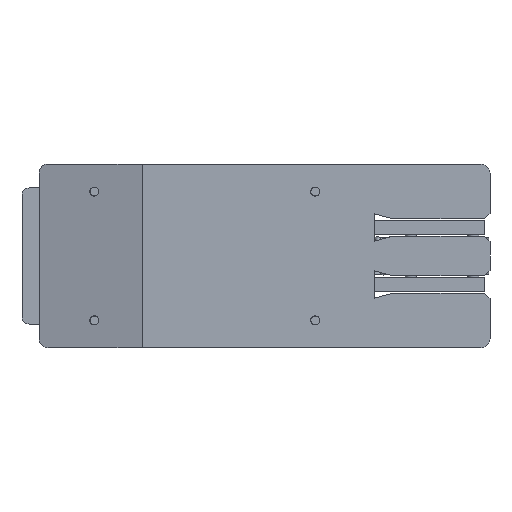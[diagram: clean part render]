
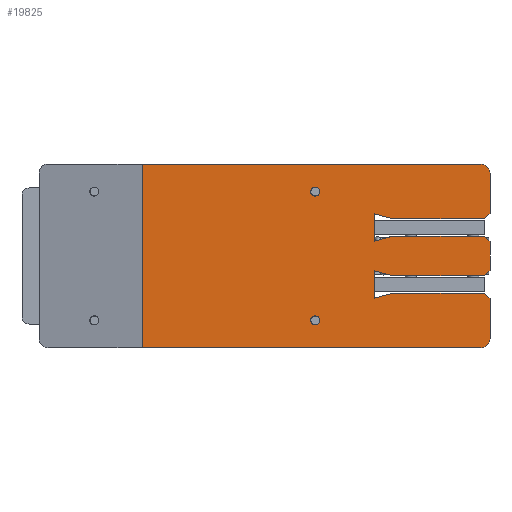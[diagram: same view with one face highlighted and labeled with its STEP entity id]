
A CAD part, front view. The second image highlights one B-rep face of the part: STEP entity #19825.
In plain terms, the highlighted face is planar.
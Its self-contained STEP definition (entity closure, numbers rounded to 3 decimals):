
#1098=FACE_BOUND('',#3050,.T.);
#1099=FACE_BOUND('',#3051,.T.);
#1298=PLANE('',#21409);
#1950=FACE_OUTER_BOUND('',#3049,.T.);
#3049=EDGE_LOOP('',(#13787,#13788,#13789,#13790,#13791,#13792,#13793,#13794,
#13795,#13796,#13797,#13798,#13799,#13800,#13801,#13802,#13803,#13804,#13805,
#13806,#13807,#13808));
#3050=EDGE_LOOP('',(#13809));
#3051=EDGE_LOOP('',(#13810));
#4344=LINE('',#27358,#6339);
#4345=LINE('',#27360,#6340);
#4346=LINE('',#27362,#6341);
#4347=LINE('',#27366,#6342);
#4348=LINE('',#27368,#6343);
#4349=LINE('',#27370,#6344);
#4350=LINE('',#27372,#6345);
#4351=LINE('',#27374,#6346);
#4352=LINE('',#27376,#6347);
#4353=LINE('',#27378,#6348);
#4354=LINE('',#27380,#6349);
#4355=LINE('',#27382,#6350);
#4356=LINE('',#27384,#6351);
#4357=LINE('',#27386,#6352);
#4358=LINE('',#27388,#6353);
#4359=LINE('',#27390,#6354);
#4360=LINE('',#27392,#6355);
#4361=LINE('',#27394,#6356);
#4362=LINE('',#27396,#6357);
#4363=LINE('',#27397,#6358);
#6339=VECTOR('',#22785,10.);
#6340=VECTOR('',#22786,10.);
#6341=VECTOR('',#22787,10.);
#6342=VECTOR('',#22790,10.);
#6343=VECTOR('',#22791,10.);
#6344=VECTOR('',#22792,10.);
#6345=VECTOR('',#22793,10.);
#6346=VECTOR('',#22794,10.);
#6347=VECTOR('',#22795,10.);
#6348=VECTOR('',#22796,10.);
#6349=VECTOR('',#22797,10.);
#6350=VECTOR('',#22798,10.);
#6351=VECTOR('',#22799,10.);
#6352=VECTOR('',#22800,10.);
#6353=VECTOR('',#22801,10.);
#6354=VECTOR('',#22802,10.);
#6355=VECTOR('',#22803,10.);
#6356=VECTOR('',#22804,10.);
#6357=VECTOR('',#22805,10.);
#6358=VECTOR('',#22806,10.);
#8328=CIRCLE('',#21401,2.459);
#8331=CIRCLE('',#21405,2.459);
#8332=CIRCLE('',#21407,5.);
#8334=CIRCLE('',#21410,5.);
#8738=VERTEX_POINT('',#27336);
#8741=VERTEX_POINT('',#27344);
#8742=VERTEX_POINT('',#27348);
#8743=VERTEX_POINT('',#27349);
#8746=VERTEX_POINT('',#27357);
#8747=VERTEX_POINT('',#27359);
#8748=VERTEX_POINT('',#27361);
#8749=VERTEX_POINT('',#27363);
#8750=VERTEX_POINT('',#27365);
#8751=VERTEX_POINT('',#27367);
#8752=VERTEX_POINT('',#27369);
#8753=VERTEX_POINT('',#27371);
#8754=VERTEX_POINT('',#27373);
#8755=VERTEX_POINT('',#27375);
#8756=VERTEX_POINT('',#27377);
#8757=VERTEX_POINT('',#27379);
#8758=VERTEX_POINT('',#27381);
#8759=VERTEX_POINT('',#27383);
#8760=VERTEX_POINT('',#27385);
#8761=VERTEX_POINT('',#27387);
#8762=VERTEX_POINT('',#27389);
#8763=VERTEX_POINT('',#27391);
#8764=VERTEX_POINT('',#27393);
#8765=VERTEX_POINT('',#27395);
#10760=EDGE_CURVE('',#8738,#8738,#8328,.T.);
#10764=EDGE_CURVE('',#8741,#8741,#8331,.T.);
#10765=EDGE_CURVE('',#8742,#8743,#8332,.T.);
#10769=EDGE_CURVE('',#8746,#8742,#4344,.T.);
#10770=EDGE_CURVE('',#8746,#8747,#4345,.T.);
#10771=EDGE_CURVE('',#8748,#8747,#4346,.T.);
#10772=EDGE_CURVE('',#8749,#8748,#8334,.T.);
#10773=EDGE_CURVE('',#8750,#8749,#4347,.T.);
#10774=EDGE_CURVE('',#8751,#8750,#4348,.T.);
#10775=EDGE_CURVE('',#8752,#8751,#4349,.T.);
#10776=EDGE_CURVE('',#8753,#8752,#4350,.T.);
#10777=EDGE_CURVE('',#8754,#8753,#4351,.T.);
#10778=EDGE_CURVE('',#8755,#8754,#4352,.T.);
#10779=EDGE_CURVE('',#8756,#8755,#4353,.T.);
#10780=EDGE_CURVE('',#8757,#8756,#4354,.T.);
#10781=EDGE_CURVE('',#8758,#8757,#4355,.T.);
#10782=EDGE_CURVE('',#8759,#8758,#4356,.T.);
#10783=EDGE_CURVE('',#8760,#8759,#4357,.T.);
#10784=EDGE_CURVE('',#8761,#8760,#4358,.T.);
#10785=EDGE_CURVE('',#8762,#8761,#4359,.T.);
#10786=EDGE_CURVE('',#8763,#8762,#4360,.T.);
#10787=EDGE_CURVE('',#8764,#8763,#4361,.T.);
#10788=EDGE_CURVE('',#8765,#8764,#4362,.T.);
#10789=EDGE_CURVE('',#8743,#8765,#4363,.T.);
#13787=ORIENTED_EDGE('',*,*,#10765,.F.);
#13788=ORIENTED_EDGE('',*,*,#10769,.F.);
#13789=ORIENTED_EDGE('',*,*,#10770,.T.);
#13790=ORIENTED_EDGE('',*,*,#10771,.F.);
#13791=ORIENTED_EDGE('',*,*,#10772,.F.);
#13792=ORIENTED_EDGE('',*,*,#10773,.F.);
#13793=ORIENTED_EDGE('',*,*,#10774,.F.);
#13794=ORIENTED_EDGE('',*,*,#10775,.F.);
#13795=ORIENTED_EDGE('',*,*,#10776,.F.);
#13796=ORIENTED_EDGE('',*,*,#10777,.F.);
#13797=ORIENTED_EDGE('',*,*,#10778,.F.);
#13798=ORIENTED_EDGE('',*,*,#10779,.F.);
#13799=ORIENTED_EDGE('',*,*,#10780,.F.);
#13800=ORIENTED_EDGE('',*,*,#10781,.F.);
#13801=ORIENTED_EDGE('',*,*,#10782,.F.);
#13802=ORIENTED_EDGE('',*,*,#10783,.F.);
#13803=ORIENTED_EDGE('',*,*,#10784,.F.);
#13804=ORIENTED_EDGE('',*,*,#10785,.F.);
#13805=ORIENTED_EDGE('',*,*,#10786,.F.);
#13806=ORIENTED_EDGE('',*,*,#10787,.F.);
#13807=ORIENTED_EDGE('',*,*,#10788,.F.);
#13808=ORIENTED_EDGE('',*,*,#10789,.F.);
#13809=ORIENTED_EDGE('',*,*,#10760,.T.);
#13810=ORIENTED_EDGE('',*,*,#10764,.T.);
#19825=ADVANCED_FACE('',(#1950,#1098,#1099),#1298,.F.);
#21401=AXIS2_PLACEMENT_3D('',#27338,#22764,#22765);
#21405=AXIS2_PLACEMENT_3D('',#27346,#22773,#22774);
#21407=AXIS2_PLACEMENT_3D('',#27350,#22777,#22778);
#21409=AXIS2_PLACEMENT_3D('',#27356,#22783,#22784);
#21410=AXIS2_PLACEMENT_3D('',#27364,#22788,#22789);
#22764=DIRECTION('center_axis',(0.,0.,1.));
#22765=DIRECTION('ref_axis',(1.,0.,0.));
#22773=DIRECTION('center_axis',(0.,0.,1.));
#22774=DIRECTION('ref_axis',(1.,0.,0.));
#22777=DIRECTION('center_axis',(0.,0.,1.));
#22778=DIRECTION('ref_axis',(-0.707,-0.707,0.));
#22783=DIRECTION('center_axis',(0.,0.,1.));
#22784=DIRECTION('ref_axis',(1.,0.,0.));
#22785=DIRECTION('',(0.,-1.,0.));
#22786=DIRECTION('',(1.,0.,0.));
#22787=DIRECTION('',(0.,1.,0.));
#22788=DIRECTION('center_axis',(0.,0.,1.));
#22789=DIRECTION('ref_axis',(0.707,-0.707,0.));
#22790=DIRECTION('',(1.,0.,0.));
#22791=DIRECTION('',(0.707,-0.707,0.));
#22792=DIRECTION('',(0.,-1.,0.));
#22793=DIRECTION('',(-0.259,-0.966,0.));
#22794=DIRECTION('',(1.,0.,0.));
#22795=DIRECTION('',(-0.259,0.966,0.));
#22796=DIRECTION('',(0.,1.,0.));
#22797=DIRECTION('',(0.707,0.707,0.));
#22798=DIRECTION('',(1.,0.,0.));
#22799=DIRECTION('',(0.707,-0.707,0.));
#22800=DIRECTION('',(0.,-1.,0.));
#22801=DIRECTION('',(-0.259,-0.966,0.));
#22802=DIRECTION('',(1.,0.,0.));
#22803=DIRECTION('',(-0.259,0.966,0.));
#22804=DIRECTION('',(0.,1.,0.));
#22805=DIRECTION('',(0.707,0.707,0.));
#22806=DIRECTION('',(1.,0.,0.));
#27336=CARTESIAN_POINT('',(32.542,95.,-20.));
#27338=CARTESIAN_POINT('Origin',(35.,95.,-20.));
#27344=CARTESIAN_POINT('',(-37.459,95.,-20.));
#27346=CARTESIAN_POINT('Origin',(-35.,95.,-20.));
#27348=CARTESIAN_POINT('',(-50.,5.,-20.));
#27349=CARTESIAN_POINT('',(-45.,0.,-20.));
#27350=CARTESIAN_POINT('Origin',(-45.,5.,-20.));
#27356=CARTESIAN_POINT('Origin',(0.,98.956,
-20.));
#27357=CARTESIAN_POINT('',(-50.,189.019,-20.));
#27358=CARTESIAN_POINT('',(-50.,0.,-20.));
#27359=CARTESIAN_POINT('',(50.,189.019,-20.));
#27360=CARTESIAN_POINT('',(25.,189.019,-20.));
#27361=CARTESIAN_POINT('',(50.,5.,-20.));
#27362=CARTESIAN_POINT('',(50.,245.,-20.));
#27363=CARTESIAN_POINT('',(45.,0.,-20.));
#27364=CARTESIAN_POINT('Origin',(45.,5.,-20.));
#27365=CARTESIAN_POINT('',(23.25,0.,-20.));
#27366=CARTESIAN_POINT('',(50.,0.,-20.));
#27367=CARTESIAN_POINT('',(20.25,3.,-20.));
#27368=CARTESIAN_POINT('',(-8.052,31.302,-20.));
#27369=CARTESIAN_POINT('',(20.25,53.,-20.));
#27370=CARTESIAN_POINT('',(20.25,0.,-20.));
#27371=CARTESIAN_POINT('',(22.929,63.,-20.));
#27372=CARTESIAN_POINT('',(20.25,53.,-20.));
#27373=CARTESIAN_POINT('',(8.071,63.,-20.));
#27374=CARTESIAN_POINT('',(22.929,63.,-20.));
#27375=CARTESIAN_POINT('',(10.75,53.,-20.));
#27376=CARTESIAN_POINT('',(8.071,63.,-20.));
#27377=CARTESIAN_POINT('',(10.75,3.,-20.));
#27378=CARTESIAN_POINT('',(10.75,53.,-20.));
#27379=CARTESIAN_POINT('',(7.75,0.,-20.));
#27380=CARTESIAN_POINT('',(31.302,23.552,-20.));
#27381=CARTESIAN_POINT('',(-7.75,0.,-20.));
#27382=CARTESIAN_POINT('',(10.75,0.,-20.));
#27383=CARTESIAN_POINT('',(-10.75,3.,-20.));
#27384=CARTESIAN_POINT('',(-31.302,23.552,-20.));
#27385=CARTESIAN_POINT('',(-10.75,53.,-20.));
#27386=CARTESIAN_POINT('',(-10.75,0.,-20.));
#27387=CARTESIAN_POINT('',(-8.071,63.,-20.));
#27388=CARTESIAN_POINT('',(-10.75,53.,-20.));
#27389=CARTESIAN_POINT('',(-22.929,63.,-20.));
#27390=CARTESIAN_POINT('',(-8.071,63.,-20.));
#27391=CARTESIAN_POINT('',(-20.25,53.,-20.));
#27392=CARTESIAN_POINT('',(-22.929,63.,-20.));
#27393=CARTESIAN_POINT('',(-20.25,3.,-20.));
#27394=CARTESIAN_POINT('',(-20.25,53.,-20.));
#27395=CARTESIAN_POINT('',(-23.25,0.,-20.));
#27396=CARTESIAN_POINT('',(8.052,31.302,-20.));
#27397=CARTESIAN_POINT('',(-20.25,0.,-20.));
